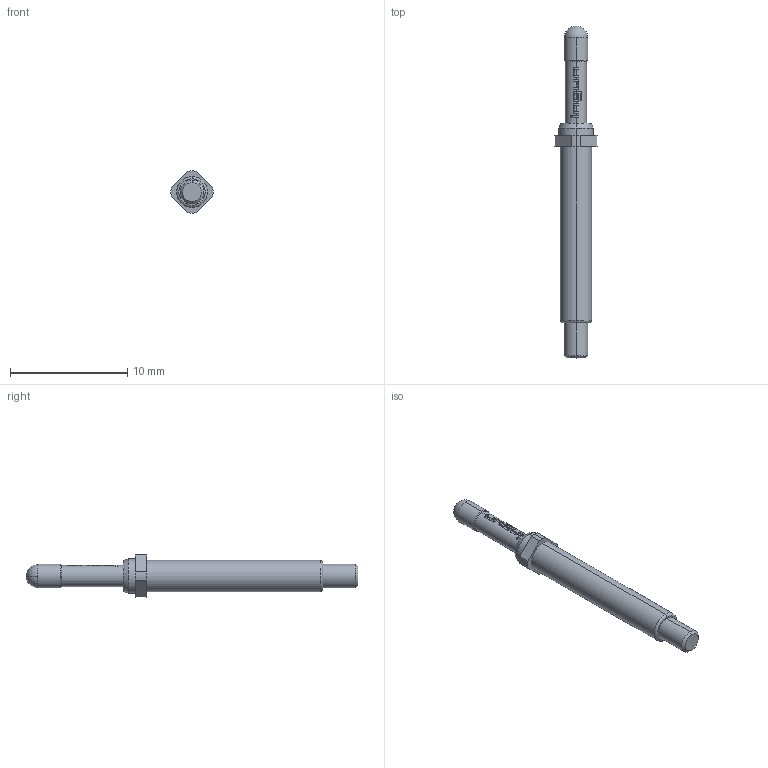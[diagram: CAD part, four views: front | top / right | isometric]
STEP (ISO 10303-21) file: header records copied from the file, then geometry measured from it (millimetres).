
FILE_DESCRIPTION (( 'STEP AP203' ), '1' );
FILE_NAME ('INGUN_GKS-113_305_200_A_xx02_M.STEP', '2023-09-22T11:13:29', ( '' ), ( '' ), 'SwSTEP 2.0', 'SolidWorks 2021', '' );
FILE_SCHEMA (( 'CONFIG_CONTROL_DESIGN' ));
Length unit declared in the file: millimetre
Products named in the file (1): INGUN_GKS-113_305_200_A_xx02_M
Bounding box: 3.59 x 28.3 x 3.6 mm (x, y, z)
Volume: 129 mm3; surface area: 224.8 mm2
Topology: 1 solids, 1 shells, 115 faces, 317 edges, 207 vertices
Faces by surface type: plane 49, cylinder 34, bspline 22, cone 6, sphere 2, torus 2
Entity records: 4034 total; most frequent: CARTESIAN_POINT 1158, ORIENTED_EDGE 630, DIRECTION 535, EDGE_CURVE 315, AXIS2_PLACEMENT_3D 212, VERTEX_POINT 207, EDGE_LOOP 120, CIRCLE 118
